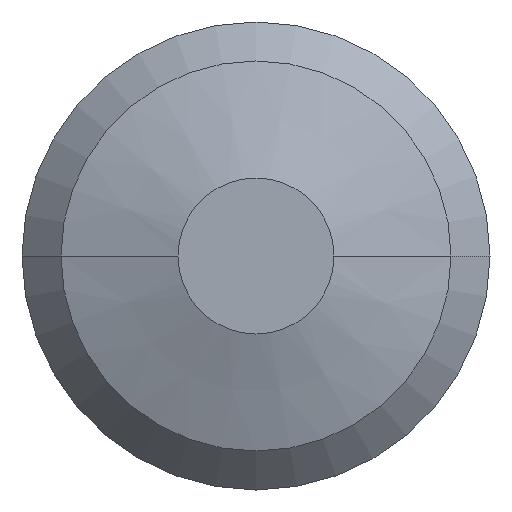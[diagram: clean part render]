
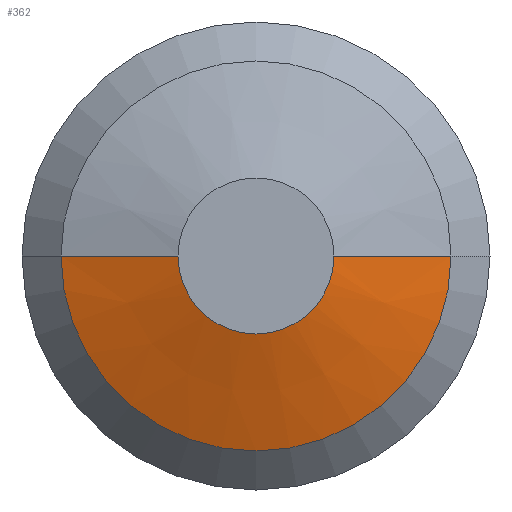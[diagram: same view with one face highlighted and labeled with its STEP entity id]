
A CAD part, left-side view. The second image highlights one B-rep face of the part: STEP entity #362.
In plain terms, the highlighted conical face has half-angle 71.565 degrees and reference radius 1.75 mm.
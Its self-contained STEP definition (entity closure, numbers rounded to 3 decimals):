
#50=DIRECTION('',(-0.316,-0.949,0.));
#51=VECTOR('',#50,1.581);
#52=CARTESIAN_POINT('',(-22.5,2.5,0.));
#53=LINE('',#52,#51);
#57=DIRECTION('',(-0.316,0.949,0.));
#58=VECTOR('',#57,1.581);
#59=CARTESIAN_POINT('',(-22.5,-2.5,0.));
#60=LINE('',#59,#58);
#64=CARTESIAN_POINT('',(-22.5,0.,0.));
#65=DIRECTION('',(-1.,0.,0.));
#66=DIRECTION('',(0.,1.,0.));
#67=AXIS2_PLACEMENT_3D('',#64,#65,#66);
#102=CARTESIAN_POINT('',(-23.,0.,0.));
#103=DIRECTION('',(-1.,0.,0.));
#104=DIRECTION('',(0.,1.,0.));
#105=AXIS2_PLACEMENT_3D('',#102,#103,#104);
#279=CARTESIAN_POINT('',(-22.5,2.5,0.));
#281=VERTEX_POINT('',#279);
#282=CARTESIAN_POINT('',(-23.,1.,0.));
#283=VERTEX_POINT('',#282);
#291=CARTESIAN_POINT('',(-22.5,-2.5,0.));
#293=VERTEX_POINT('',#291);
#294=CARTESIAN_POINT('',(-23.,-1.,0.));
#295=VERTEX_POINT('',#294);
#348=CARTESIAN_POINT('',(-22.75,0.,0.));
#349=DIRECTION('',(1.,0.,0.));
#350=DIRECTION('',(0.,-1.,0.));
#351=AXIS2_PLACEMENT_3D('',#348,#349,#350);
#352=CONICAL_SURFACE('',#351,1.75,71.565);
#354=ORIENTED_EDGE('',*,*,#353,.T.);
#356=ORIENTED_EDGE('',*,*,#355,.T.);
#358=ORIENTED_EDGE('',*,*,#357,.F.);
#359=ORIENTED_EDGE('',*,*,#340,.F.);
#360=EDGE_LOOP('',(#354,#356,#358,#359));
#361=FACE_OUTER_BOUND('',#360,.F.);
#68=CIRCLE('',#67,2.5);
#106=CIRCLE('',#105,1.);
#340=EDGE_CURVE('',#281,#293,#68,.T.);
#353=EDGE_CURVE('',#281,#283,#53,.T.);
#355=EDGE_CURVE('',#283,#295,#106,.T.);
#357=EDGE_CURVE('',#293,#295,#60,.T.);
#362=ADVANCED_FACE('',(#361),#352,.T.);
